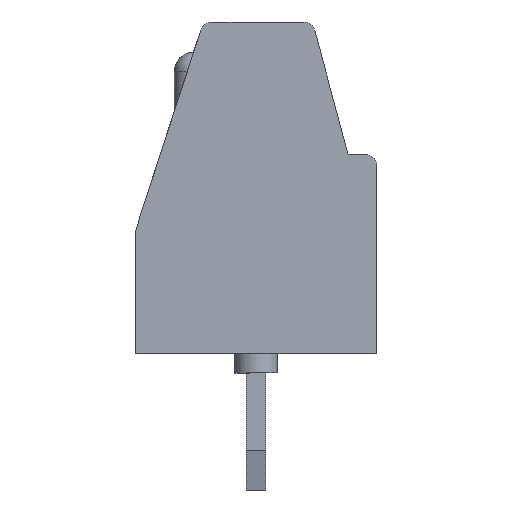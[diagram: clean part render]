
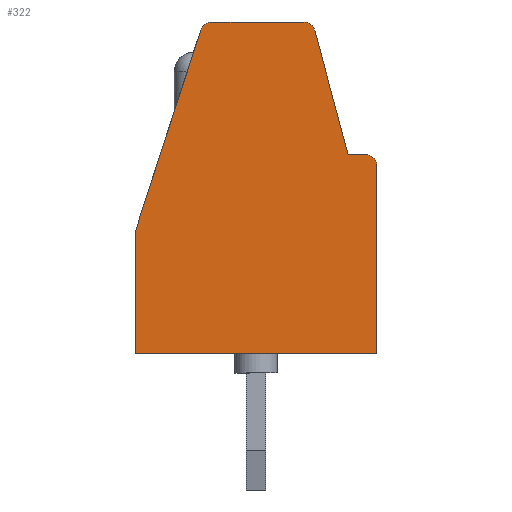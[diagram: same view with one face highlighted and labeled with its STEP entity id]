
A CAD part, left-side view. The second image highlights one B-rep face of the part: STEP entity #322.
In plain terms, the highlighted planar face has unit normal (-1, 0, 0).
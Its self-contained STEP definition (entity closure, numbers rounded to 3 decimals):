
#322 = ADVANCED_FACE('',(#323),#408,.F.);
#323 = FACE_BOUND('',#324,.T.);
#324 = EDGE_LOOP('',(#325,#335,#344,#352,#360,#369,#377,#386,#394,#402)
  );
#325 = ORIENTED_EDGE('',*,*,#326,.F.);
#326 = EDGE_CURVE('',#327,#329,#331,.T.);
#327 = VERTEX_POINT('',#328);
#328 = CARTESIAN_POINT('',(-1.5,-3.1,4.8));
#329 = VERTEX_POINT('',#330);
#330 = CARTESIAN_POINT('',(-1.5,-3.1,0.));
#331 = LINE('',#332,#333);
#332 = CARTESIAN_POINT('',(-1.5,-3.1,0.15));
#333 = VECTOR('',#334,1.);
#334 = DIRECTION('',(0.,0.,-1.));
#335 = ORIENTED_EDGE('',*,*,#336,.F.);
#336 = EDGE_CURVE('',#337,#327,#339,.T.);
#337 = VERTEX_POINT('',#338);
#338 = CARTESIAN_POINT('',(-1.5,-2.8,5.1));
#339 = CIRCLE('',#340,0.3);
#340 = AXIS2_PLACEMENT_3D('',#341,#342,#343);
#341 = CARTESIAN_POINT('',(-1.5,-2.8,4.8));
#342 = DIRECTION('',(1.,0.,0.));
#343 = DIRECTION('',(0.,1.,0.));
#344 = ORIENTED_EDGE('',*,*,#345,.T.);
#345 = EDGE_CURVE('',#337,#346,#348,.T.);
#346 = VERTEX_POINT('',#347);
#347 = CARTESIAN_POINT('',(-1.5,-2.361,5.1));
#348 = LINE('',#349,#350);
#349 = CARTESIAN_POINT('',(-1.5,-2.8,5.1));
#350 = VECTOR('',#351,1.);
#351 = DIRECTION('',(0.,1.,0.));
#352 = ORIENTED_EDGE('',*,*,#353,.T.);
#353 = EDGE_CURVE('',#346,#354,#356,.T.);
#354 = VERTEX_POINT('',#355);
#355 = CARTESIAN_POINT('',(-1.5,-1.509,8.278));
#356 = LINE('',#357,#358);
#357 = CARTESIAN_POINT('',(-1.5,-2.361,5.1));
#358 = VECTOR('',#359,1.);
#359 = DIRECTION('',(0.,0.259,0.966));
#360 = ORIENTED_EDGE('',*,*,#361,.F.);
#361 = EDGE_CURVE('',#362,#354,#364,.T.);
#362 = VERTEX_POINT('',#363);
#363 = CARTESIAN_POINT('',(-1.5,-1.22,8.5));
#364 = CIRCLE('',#365,0.3);
#365 = AXIS2_PLACEMENT_3D('',#366,#367,#368);
#366 = CARTESIAN_POINT('',(-1.5,-1.22,8.2));
#367 = DIRECTION('',(1.,0.,0.));
#368 = DIRECTION('',(0.,1.,0.));
#369 = ORIENTED_EDGE('',*,*,#370,.T.);
#370 = EDGE_CURVE('',#362,#371,#373,.T.);
#371 = VERTEX_POINT('',#372);
#372 = CARTESIAN_POINT('',(-1.5,1.132,8.5));
#373 = LINE('',#374,#375);
#374 = CARTESIAN_POINT('',(-1.5,-1.22,8.5));
#375 = VECTOR('',#376,1.);
#376 = DIRECTION('',(0.,1.,0.));
#377 = ORIENTED_EDGE('',*,*,#378,.F.);
#378 = EDGE_CURVE('',#379,#371,#381,.T.);
#379 = VERTEX_POINT('',#380);
#380 = CARTESIAN_POINT('',(-1.5,1.418,8.293));
#381 = CIRCLE('',#382,0.3);
#382 = AXIS2_PLACEMENT_3D('',#383,#384,#385);
#383 = CARTESIAN_POINT('',(-1.5,1.132,8.2));
#384 = DIRECTION('',(1.,0.,0.));
#385 = DIRECTION('',(0.,1.,0.));
#386 = ORIENTED_EDGE('',*,*,#387,.T.);
#387 = EDGE_CURVE('',#379,#388,#390,.T.);
#388 = VERTEX_POINT('',#389);
#389 = CARTESIAN_POINT('',(-1.5,3.1,3.114));
#390 = LINE('',#391,#392);
#391 = CARTESIAN_POINT('',(-1.5,2.1,6.192));
#392 = VECTOR('',#393,1.);
#393 = DIRECTION('',(0.,0.309,-0.951)
  );
#394 = ORIENTED_EDGE('',*,*,#395,.F.);
#395 = EDGE_CURVE('',#396,#388,#398,.T.);
#396 = VERTEX_POINT('',#397);
#397 = CARTESIAN_POINT('',(-1.5,3.1,0.));
#398 = LINE('',#399,#400);
#399 = CARTESIAN_POINT('',(-1.5,3.1,0.));
#400 = VECTOR('',#401,1.);
#401 = DIRECTION('',(0.,0.,1.));
#402 = ORIENTED_EDGE('',*,*,#403,.F.);
#403 = EDGE_CURVE('',#329,#396,#404,.T.);
#404 = LINE('',#405,#406);
#405 = CARTESIAN_POINT('',(-1.5,-53.147,0.));
#406 = VECTOR('',#407,1.);
#407 = DIRECTION('',(0.,1.,0.));
#408 = PLANE('',#409);
#409 = AXIS2_PLACEMENT_3D('',#410,#411,#412);
#410 = CARTESIAN_POINT('',(-1.5,21.223,-6.451));
#411 = DIRECTION('',(1.,0.,0.));
#412 = DIRECTION('',(0.,1.,0.));
